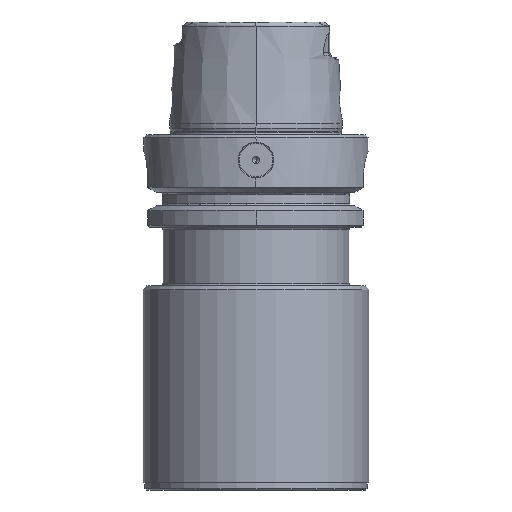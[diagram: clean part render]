
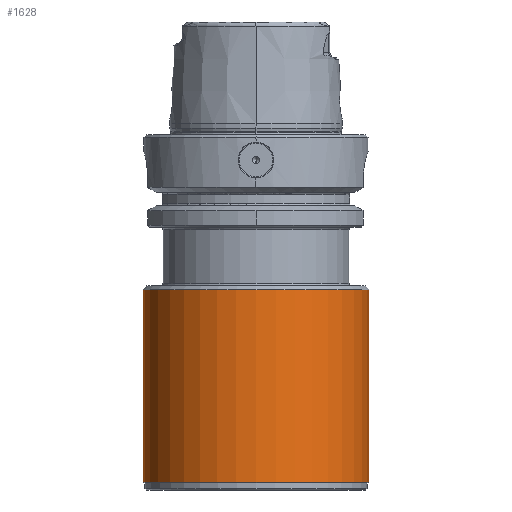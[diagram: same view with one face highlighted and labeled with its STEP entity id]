
A CAD part, front view. The second image highlights one B-rep face of the part: STEP entity #1628.
In plain terms, the highlighted cylindrical face has radius 31.75 mm (diameter 63.5 mm), a partial arc.
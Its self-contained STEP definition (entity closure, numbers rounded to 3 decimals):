
#1576=VERTEX_POINT('NONE',#4578);
#1628=ADVANCED_FACE('NONE',(#4634),#4635,.T.);
#1870=EDGE_CURVE('NONE',#3278,#2732,#4905,.T.);
#2472=EDGE_CURVE('NONE',#3598,#1576,#5584,.T.);
#2732=VERTEX_POINT('NONE',#5875);
#3218=EDGE_CURVE('NONE',#3278,#3598,#6403,.F.);
#3278=VERTEX_POINT('NONE',#6470);
#3598=VERTEX_POINT('NONE',#6820);
#4376=EDGE_CURVE('NONE',#2732,#1576,#7672,.F.);
#4578=CARTESIAN_POINT('',(-31.75,0.,-43.5));
#4634=FACE_OUTER_BOUND('',#8064,.T.);
#4635=CYLINDRICAL_SURFACE('',#8065,31.75);
#4905=LINE('',#8600,#8601);
#5584=LINE('',#11270,#11271);
#5875=CARTESIAN_POINT('',(31.75,0.,-43.5));
#6403=CIRCLE('',#13299,31.75);
#6470=CARTESIAN_POINT('',(31.75,0.,-97.798));
#6820=CARTESIAN_POINT('',(-31.75,0.,-97.798));
#7672=CIRCLE('',#18093,31.75);
#8064=EDGE_LOOP('',(#18934,#18935,#18936,#18937));
#8065=AXIS2_PLACEMENT_3D('',#18938,#18939,#18940);
#8600=CARTESIAN_POINT('',(31.75,0.,-100.0));
#8601=VECTOR('',#19256,1000.0);
#11270=CARTESIAN_POINT('',(-31.75,0.,-100.0));
#11271=VECTOR('',#20116,1000.0);
#13299=AXIS2_PLACEMENT_3D('',#21017,#21018,#21019);
#18093=AXIS2_PLACEMENT_3D('',#22362,#22363,#22364);
#18934=ORIENTED_EDGE('',*,*,#2472,.F.);
#18935=ORIENTED_EDGE('',*,*,#3218,.F.);
#18936=ORIENTED_EDGE('',*,*,#1870,.T.);
#18937=ORIENTED_EDGE('',*,*,#4376,.T.);
#18938=CARTESIAN_POINT('',(0.0,0.0,-100.0));
#18939=DIRECTION('',(-0.0,-0.0,1.0));
#18940=DIRECTION('',(1.0,0.,0.0));
#19256=DIRECTION('',(0.0,0.0,1.0));
#20116=DIRECTION('',(0.0,0.0,1.0));
#21017=CARTESIAN_POINT('',(0.0,0.0,-97.798));
#21018=DIRECTION('',(0.0,-0.0,1.0));
#21019=DIRECTION('',(1.0,0.,-0.0));
#22362=CARTESIAN_POINT('',(0.0,0.0,-43.5));
#22363=DIRECTION('',(0.0,-0.0,1.0));
#22364=DIRECTION('',(1.0,0.,-0.0));
